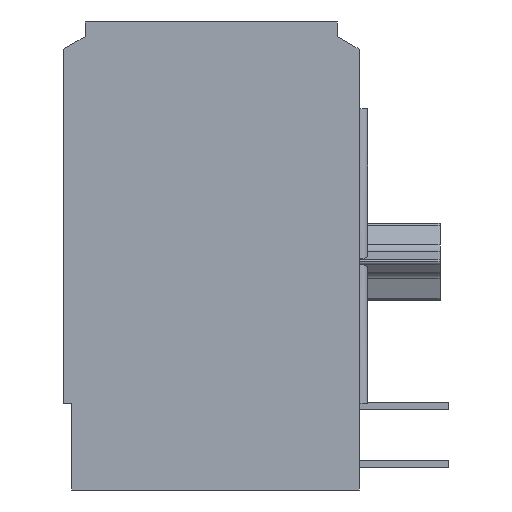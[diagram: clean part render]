
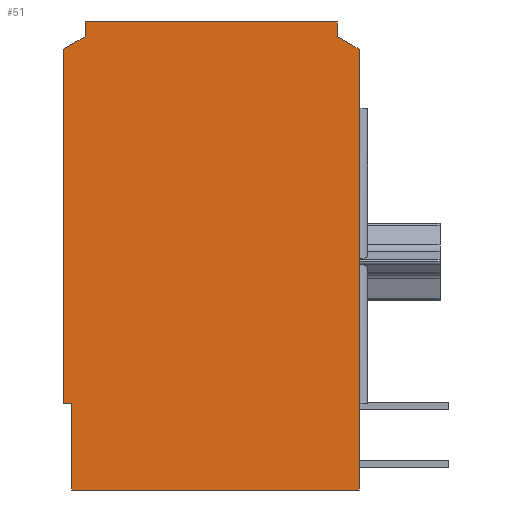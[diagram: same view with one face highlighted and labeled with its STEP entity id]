
A CAD part, left-side view. The second image highlights one B-rep face of the part: STEP entity #51.
In plain terms, the highlighted planar face has unit normal (-1, 0, 0).
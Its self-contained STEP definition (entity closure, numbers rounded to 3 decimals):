
#51=ADVANCED_FACE('',(#571),#572,.F.);
#571=FACE_OUTER_BOUND('',#1702,.T.);
#572=PLANE('',#1703);
#1702=EDGE_LOOP('',(#2860,#2861,#2862,#2863,#2864,#2865,#2866,#2867,#2868,#2869));
#1703=AXIS2_PLACEMENT_3D('',#2870,#2871,#2872);
#2860=ORIENTED_EDGE('',*,*,#7217,.F.);
#2861=ORIENTED_EDGE('',*,*,#7218,.F.);
#2862=ORIENTED_EDGE('',*,*,#7219,.F.);
#2863=ORIENTED_EDGE('',*,*,#7220,.F.);
#2864=ORIENTED_EDGE('',*,*,#7221,.F.);
#2865=ORIENTED_EDGE('',*,*,#7222,.F.);
#2866=ORIENTED_EDGE('',*,*,#7223,.F.);
#2867=ORIENTED_EDGE('',*,*,#7224,.F.);
#2868=ORIENTED_EDGE('',*,*,#7225,.F.);
#2869=ORIENTED_EDGE('',*,*,#7226,.F.);
#2870=CARTESIAN_POINT('',(-29.21,0.0,0.0));
#2871=DIRECTION('',(1.0,0.0,0.0));
#2872=DIRECTION('',(0.0,1.0,0.0));
#7217=EDGE_CURVE('',#8648,#8649,#8650,.T.);
#7218=EDGE_CURVE('',#8651,#8648,#8652,.T.);
#7219=EDGE_CURVE('',#8653,#8651,#8654,.T.);
#7220=EDGE_CURVE('',#8655,#8653,#8656,.T.);
#7221=EDGE_CURVE('',#8657,#8655,#8658,.T.);
#7222=EDGE_CURVE('',#8659,#8657,#8660,.T.);
#7223=EDGE_CURVE('',#8661,#8659,#8662,.T.);
#7224=EDGE_CURVE('',#8663,#8661,#8664,.T.);
#7225=EDGE_CURVE('',#8665,#8663,#8666,.T.);
#7226=EDGE_CURVE('',#8649,#8665,#8667,.T.);
#8648=VERTEX_POINT('',#11016);
#8649=VERTEX_POINT('',#11017);
#8650=LINE('',#11018,#11019);
#8651=VERTEX_POINT('',#11020);
#8652=LINE('',#11021,#11022);
#8653=VERTEX_POINT('',#11023);
#8654=LINE('',#11024,#11025);
#8655=VERTEX_POINT('',#11026);
#8656=LINE('',#11027,#11028);
#8657=VERTEX_POINT('',#11029);
#8658=LINE('',#11030,#11031);
#8659=VERTEX_POINT('',#11032);
#8660=LINE('',#11033,#11034);
#8661=VERTEX_POINT('',#11035);
#8662=LINE('',#11036,#11037);
#8663=VERTEX_POINT('',#11038);
#8664=LINE('',#11039,#11040);
#8665=VERTEX_POINT('',#11041);
#8666=LINE('',#11042,#11043);
#8667=LINE('',#11044,#11045);
#11016=CARTESIAN_POINT('',(-29.21,-6.502,-20.574));
#11017=CARTESIAN_POINT('',(-29.21,6.121,-20.574));
#11018=CARTESIAN_POINT('',(-29.21,-6.502,-20.574));
#11019=VECTOR('',#14778,12.624);
#11020=CARTESIAN_POINT('',(-29.21,-6.502,-1.192));
#11021=CARTESIAN_POINT('',(-29.21,-6.502,-1.192));
#11022=VECTOR('',#14779,19.382);
#11023=CARTESIAN_POINT('',(-29.21,-5.537,-0.635));
#11024=CARTESIAN_POINT('',(-29.21,-5.537,-0.635));
#11025=VECTOR('',#14780,1.115);
#11026=CARTESIAN_POINT('',(-29.21,-5.537,0.0));
#11027=CARTESIAN_POINT('',(-29.21,-5.537,0.0));
#11028=VECTOR('',#14781,0.635);
#11029=CARTESIAN_POINT('',(-29.21,5.537,0.0));
#11030=CARTESIAN_POINT('',(-29.21,5.537,0.0));
#11031=VECTOR('',#14782,11.074);
#11032=CARTESIAN_POINT('',(-29.21,5.537,-0.635));
#11033=CARTESIAN_POINT('',(-29.21,5.537,-0.635));
#11034=VECTOR('',#14783,0.635);
#11035=CARTESIAN_POINT('',(-29.21,6.502,-1.192));
#11036=CARTESIAN_POINT('',(-29.21,6.502,-1.192));
#11037=VECTOR('',#14784,1.115);
#11038=CARTESIAN_POINT('',(-29.21,6.502,-16.764));
#11039=CARTESIAN_POINT('',(-29.21,6.502,-16.764));
#11040=VECTOR('',#14785,15.572);
#11041=CARTESIAN_POINT('',(-29.21,6.121,-16.764));
#11042=CARTESIAN_POINT('',(-29.21,6.121,-16.764));
#11043=VECTOR('',#14786,0.381);
#11044=CARTESIAN_POINT('',(-29.21,6.121,-20.574));
#11045=VECTOR('',#14787,3.81);
#14778=DIRECTION('',(0.0,1.0,0.0));
#14779=DIRECTION('',(0.0,0.0,-1.0));
#14780=DIRECTION('',(0.0,-0.866,-0.5));
#14781=DIRECTION('',(0.0,0.0,-1.0));
#14782=DIRECTION('',(0.0,-1.0,0.0));
#14783=DIRECTION('',(0.0,0.0,1.0));
#14784=DIRECTION('',(0.0,-0.866,0.5));
#14785=DIRECTION('',(0.0,0.0,1.0));
#14786=DIRECTION('',(0.0,1.0,0.0));
#14787=DIRECTION('',(0.0,0.0,1.0));
